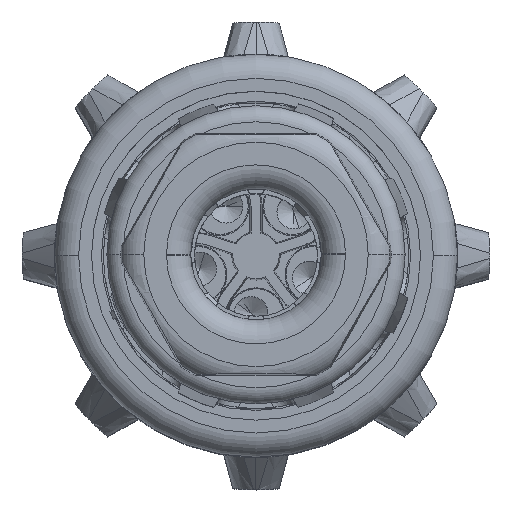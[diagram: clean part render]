
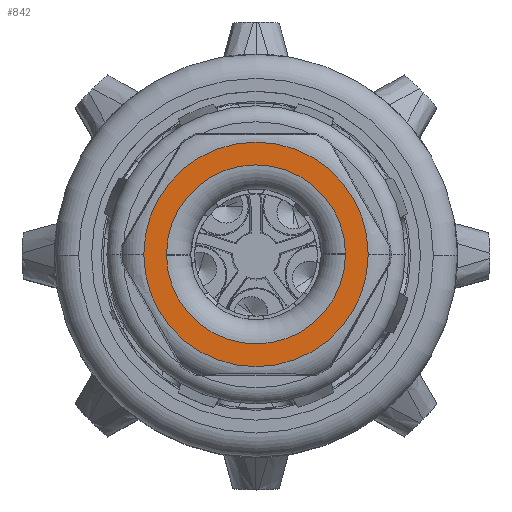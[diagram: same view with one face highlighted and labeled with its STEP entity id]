
A CAD part, top view. The second image highlights one B-rep face of the part: STEP entity #842.
In plain terms, the highlighted planar face has unit normal (0, 0, 1).
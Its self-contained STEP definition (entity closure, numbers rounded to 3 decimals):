
#842=ADVANCED_FACE('',(#5810,#5811),#5812,.T.);
#5810=FACE_OUTER_BOUND('',#16087,.T.);
#5811=FACE_BOUND('',#16088,.T.);
#5812=PLANE('',#16089);
#16087=EDGE_LOOP('',(#31117,#31118));
#16088=EDGE_LOOP('',(#31119,#31120,#31121,#31122));
#16089=AXIS2_PLACEMENT_3D('',#31123,#31124,#31125);
#31117=ORIENTED_EDGE('',*,*,#61837,.T.);
#31118=ORIENTED_EDGE('',*,*,#61838,.T.);
#31119=ORIENTED_EDGE('',*,*,#61750,.T.);
#31120=ORIENTED_EDGE('',*,*,#59799,.T.);
#31121=ORIENTED_EDGE('',*,*,#61749,.T.);
#31122=ORIENTED_EDGE('',*,*,#59802,.T.);
#31123=CARTESIAN_POINT('',(0.0,0.0,27.0));
#31124=DIRECTION('',(0.0,0.0,1.0));
#31125=DIRECTION('',(1.0,0.0,0.0));
#59799=EDGE_CURVE('',#71638,#71636,#71639,.T.);
#59802=EDGE_CURVE('',#71643,#71641,#71644,.T.);
#61749=EDGE_CURVE('',#71636,#71643,#74875,.T.);
#61750=EDGE_CURVE('',#71641,#71638,#74876,.T.);
#61837=EDGE_CURVE('',#75045,#75046,#75047,.T.);
#61838=EDGE_CURVE('',#75046,#75045,#75048,.T.);
#71636=VERTEX_POINT('',#91413);
#71638=VERTEX_POINT('',#91415);
#71639=CIRCLE('',#91416,11.105);
#71641=VERTEX_POINT('',#91418);
#71643=VERTEX_POINT('',#91420);
#71644=CIRCLE('',#91421,11.105);
#74875=CIRCLE('',#98169,11.105);
#74876=CIRCLE('',#98170,11.105);
#75045=VERTEX_POINT('',#98823);
#75046=VERTEX_POINT('',#98824);
#75047=CIRCLE('',#98825,13.922);
#75048=CIRCLE('',#98826,13.922);
#91413=CARTESIAN_POINT('',(11.105,0.0,27.0));
#91415=CARTESIAN_POINT('',(11.104,0.165,27.0));
#91416=AXIS2_PLACEMENT_3D('',#127619,#127620,#127621);
#91418=CARTESIAN_POINT('',(-11.105,0.0,27.0));
#91420=CARTESIAN_POINT('',(-11.104,-0.165,27.0));
#91421=AXIS2_PLACEMENT_3D('',#127628,#127629,#127630);
#98169=AXIS2_PLACEMENT_3D('',#130296,#130297,#130298);
#98170=AXIS2_PLACEMENT_3D('',#130299,#130300,#130301);
#98823=CARTESIAN_POINT('',(13.922,0.0,27.0));
#98824=CARTESIAN_POINT('',(-13.922,0.0,27.0));
#98825=AXIS2_PLACEMENT_3D('',#130376,#130377,#130378);
#98826=AXIS2_PLACEMENT_3D('',#130379,#130380,#130381);
#127619=CARTESIAN_POINT('',(0.0,0.0,27.0));
#127620=DIRECTION('',(0.0,0.0,-1.0));
#127621=DIRECTION('',(-1.0,0.0,0.0));
#127628=CARTESIAN_POINT('',(0.0,0.0,27.0));
#127629=DIRECTION('',(0.0,0.0,-1.0));
#127630=DIRECTION('',(1.0,0.0,0.0));
#130296=CARTESIAN_POINT('',(0.0,0.0,27.0));
#130297=DIRECTION('',(0.0,0.0,-1.0));
#130298=DIRECTION('',(1.0,0.0,0.0));
#130299=CARTESIAN_POINT('',(0.0,0.0,27.0));
#130300=DIRECTION('',(0.0,0.0,-1.0));
#130301=DIRECTION('',(-1.0,0.0,0.0));
#130376=CARTESIAN_POINT('',(0.0,0.0,27.0));
#130377=DIRECTION('',(0.0,0.0,1.0));
#130378=DIRECTION('',(1.0,0.0,0.0));
#130379=CARTESIAN_POINT('',(0.0,0.0,27.0));
#130380=DIRECTION('',(0.0,0.0,1.0));
#130381=DIRECTION('',(-1.0,0.0,0.0));
